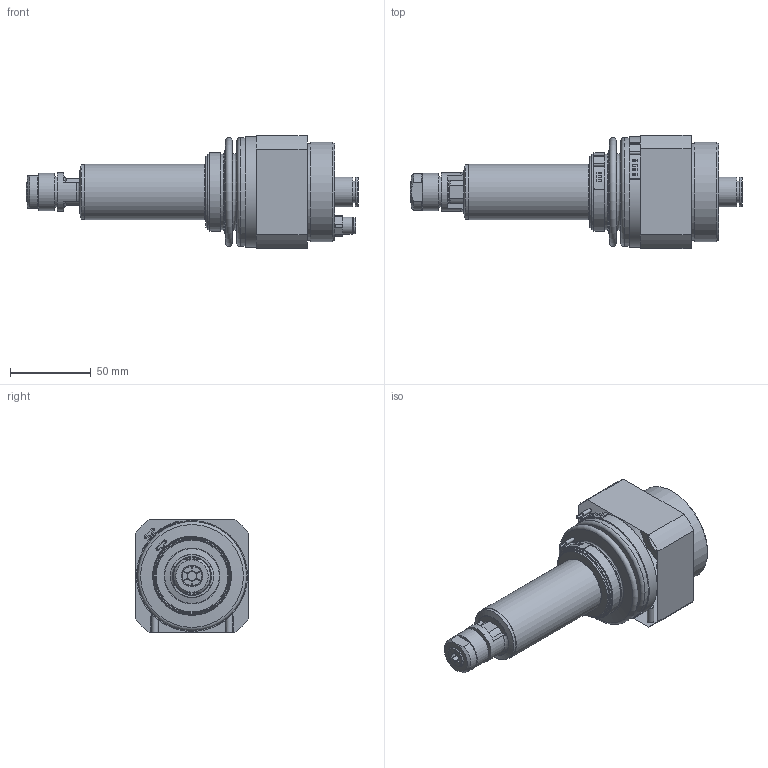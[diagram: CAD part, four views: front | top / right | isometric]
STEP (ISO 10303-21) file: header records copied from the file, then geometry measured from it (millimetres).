
FILE_DESCRIPTION(/* description */ (''),/* implementation_level */ '2;1');
FILE_NAME(/* name */ 'ESR 280_60019995.stp',/* time_stamp */ '2018-04-12T17:34:14+02:00',/* author */ ('ibasyouni'),/* organization */ (''),/* preprocessor_version */ 'ST-DEVELOPER v17',/* originating_system */ 'Autodesk Inventor 2018',/* authorisation */ '');
FILE_SCHEMA (('AUTOMOTIVE_DESIGN { 1 0 10303 214 3 1 1 }'));
Length unit declared in the file: millimetre
Products named in the file (1): ESR 280_60019995
Bounding box: 205.92 x 70 x 70 mm (x, y, z)
Volume: 362023.7 mm3; surface area: 57162.1 mm2
Topology: 1 solids, 4 shells, 459 faces, 1348 edges, 885 vertices
Faces by surface type: plane 188, cylinder 149, cone 109, torus 13
Full cylindrical faces by diameter (mm): 4 x1, 4.134 x4, 4.99 x2, 5 x2, 6 x2, 7.2 x1, 8.565 x1, 8.566 x2, 9.9 x1, 10.6 x1, 11 x1, 12 x2, 12.2 x1, 13.2 x2, 17.917 x1, 18 x1, 18.5 x2, 19 x3, 23 x1, 24 x1, 29 x1, 34 x2, 34.5 x1, 45 x1, 45.848 x2, 47 x2, 60 x1, 62 x1, 67.5 x1
Entity records: 16389 total; most frequent: CARTESIAN_POINT 3560, ORIENTED_EDGE 2696, DIRECTION 2645, EDGE_CURVE 1348, AXIS2_PLACEMENT_3D 1082, VERTEX_POINT 885, CIRCLE 622, EDGE_LOOP 507
